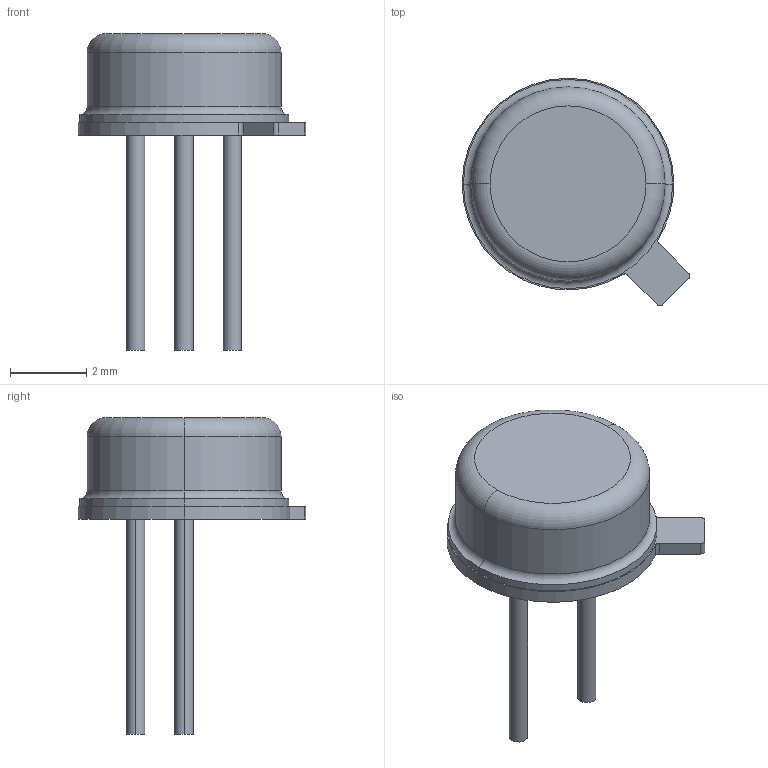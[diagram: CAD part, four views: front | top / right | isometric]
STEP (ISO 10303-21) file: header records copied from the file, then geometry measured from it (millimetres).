
FILE_DESCRIPTION (( 'STEP AP214' ), '1' );
FILE_NAME ('User Library-to-46.STEP', '2015-04-08T14:45:49', ( 'Windows User' ), ( '' ), 'SwSTEP 2.0', 'SolidWorks 2015', '' );
FILE_SCHEMA (( 'AUTOMOTIVE_DESIGN' ));
Length unit declared in the file: millimetre
Products named in the file (1): User Library-to-46
Bounding box: 5.98 x 5.98 x 8.33 mm (x, y, z)
Volume: 59.4 mm3; surface area: 119.7 mm2
Topology: 1 solids, 1 shells, 40 faces, 87 edges, 56 vertices
Faces by surface type: cylinder 24, plane 12, torus 4
Entity records: 1591 total; most frequent: DIRECTION 223, CARTESIAN_POINT 184, ORIENTED_EDGE 174, AXIS2_PLACEMENT_3D 95, EDGE_CURVE 87, VERTEX_POINT 56, CIRCLE 54, EDGE_LOOP 47
